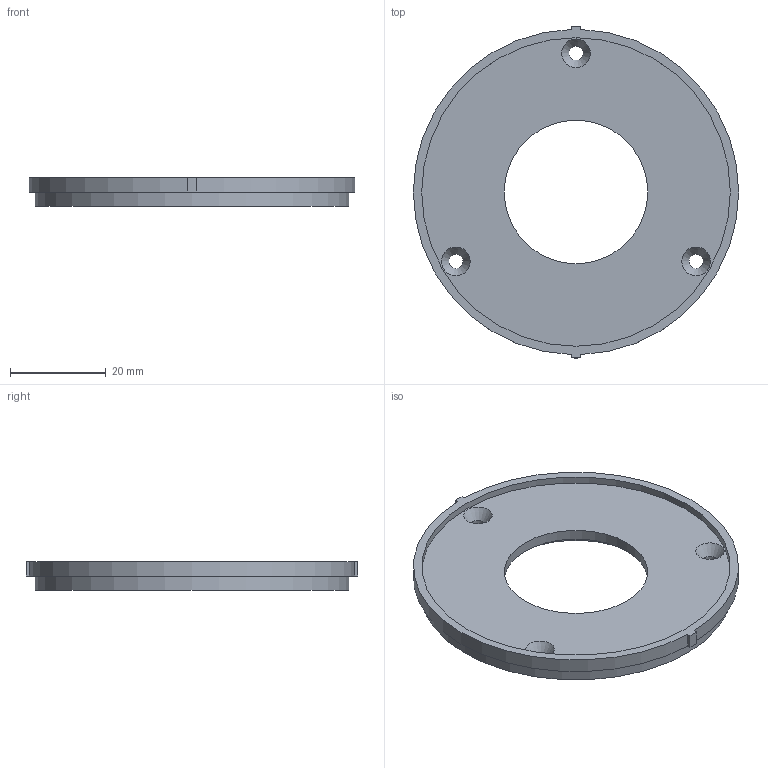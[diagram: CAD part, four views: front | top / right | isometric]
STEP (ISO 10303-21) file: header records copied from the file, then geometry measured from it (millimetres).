
FILE_DESCRIPTION(/* description */ (''),/* implementation_level */ '2;1');
FILE_NAME(/* name */ '电池仓前盖.stp',/* time_stamp */ '2025-04-03T09:10:01+08:00',/* author */ (''),/* organization */ (''),/* preprocessor_version */ 'ST-DEVELOPER v16.7',/* originating_system */ 'SIEMENS PLM Software NX 12.0',/* authorisation */ '');
FILE_SCHEMA (('AUTOMOTIVE_DESIGN { 1 0 10303 214 3 1 1 1 }'));
Length unit declared in the file: millimetre
Products named in the file (1): 电池仓前盖
Bounding box: 68 x 69.4 x 6 mm (x, y, z)
Volume: 12103.2 mm3; surface area: 7963.8 mm2
Topology: 1 solids, 1 shells, 26 faces, 58 edges, 40 vertices
Faces by surface type: plane 12, cylinder 11, cone 3
Full cylindrical faces by diameter (mm): 3 x3, 30 x1, 35.6 x1, 64.5 x1, 65.5 x1
Entity records: 696 total; most frequent: DIRECTION 126, CARTESIAN_POINT 107, ORIENTED_EDGE 88, AXIS2_PLACEMENT_3D 55, EDGE_LOOP 50, EDGE_CURVE 44, FACE_BOUND 42, VERTEX_POINT 36
